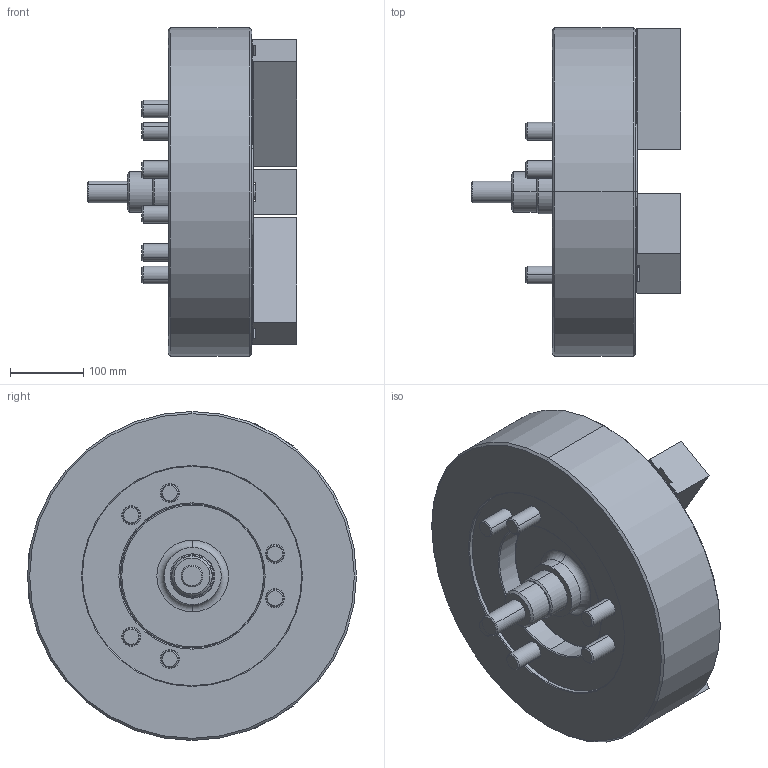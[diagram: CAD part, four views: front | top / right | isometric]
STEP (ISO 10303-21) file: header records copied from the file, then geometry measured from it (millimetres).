
FILE_DESCRIPTION (( 'STEP AP203' ), '1' );
FILE_NAME ('CF-3P-218.STEP', '2018-09-12T02:18:34', ( '' ), ( '' ), 'SwSTEP 2.0', 'SolidWorks 2016', '' );
FILE_SCHEMA (( 'CONFIG_CONTROL_DESIGN' ));
Length unit declared in the file: millimetre
Products named in the file (11): M20x120; CF-3P-218-01000; 3P-15連接管; CF-3P-218; M30x125(全牙); CF-3P-218-03000; CF-3P-218-02000; M20x55; 3P-15連接管螺帽; SJ-15P; M6x10半圓頭
Assembly tree (24 placements, depth 2):
  CF-3P-218
    CF-3P-218-01000
    CF-3P-218-02000
    CF-3P-218-03000
    3P-15連接管
    3P-15連接管螺帽
    M30x125(全牙)
    M20x120  x6
    SJ-15P  x3
    M20x55  x6
    M6x10半圓頭  x3
Bounding box: 287 x 450 x 450 mm (x, y, z)
Volume: 18695030.3 mm3; surface area: 1109793.7 mm2
Topology: 24 solids, 24 shells, 3279 faces, 9437 edges, 6210 vertices
Faces by surface type: plane 2290, cylinder 843, cone 120, torus 26
Entity records: 39488 total; most frequent: CARTESIAN_POINT 8225, ORIENTED_EDGE 6706, DIRECTION 5651, EDGE_CURVE 3353, LINE 2491, VECTOR 2491, VERTEX_POINT 2214, AXIS2_PLACEMENT_3D 1580
